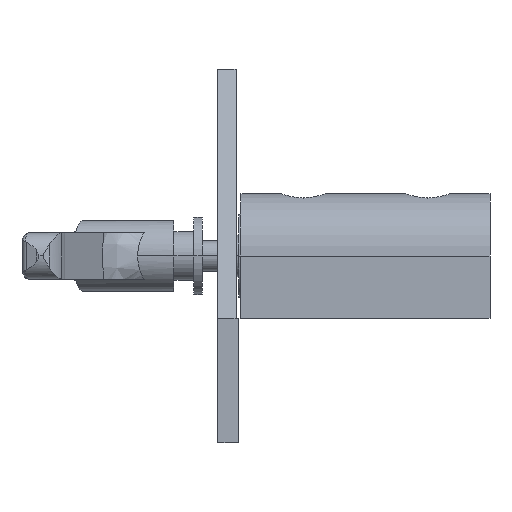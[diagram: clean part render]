
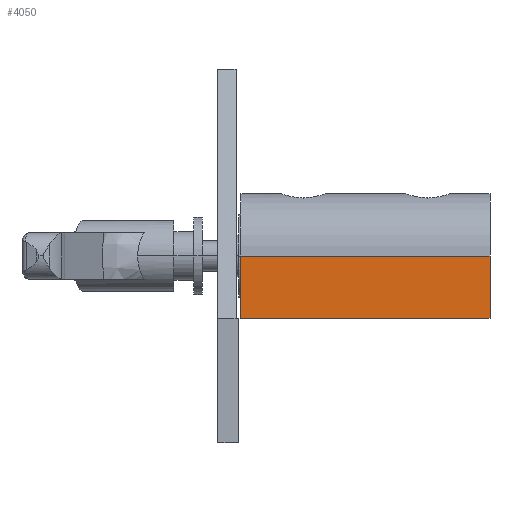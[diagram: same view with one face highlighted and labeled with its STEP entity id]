
A CAD part, front view. The second image highlights one B-rep face of the part: STEP entity #4050.
In plain terms, the highlighted planar face has unit normal (0, -1, 0).
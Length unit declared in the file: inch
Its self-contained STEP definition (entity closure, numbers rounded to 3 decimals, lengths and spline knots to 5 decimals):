
#3927=CARTESIAN_POINT('',(0.75,-0.75,0.75));
#3928=VERTEX_POINT('',#3927);
#3936=CARTESIAN_POINT('',(0.75,-0.75,0.0));
#3937=VERTEX_POINT('',#3936);
#3938=CARTESIAN_POINT('',(0.75,-0.75,0.75));
#3939=DIRECTION('',(0.0,0.0,-1.0));
#3940=VECTOR('',#3939,0.75);
#3941=LINE('',#3938,#3940);
#3942=EDGE_CURVE('',#3928,#3937,#3941,.T.);
#3972=CARTESIAN_POINT('',(-2.25,-0.75,0.75));
#3973=VERTEX_POINT('',#3972);
#3981=CARTESIAN_POINT('',(-2.25,-0.75,0.75));
#3982=DIRECTION('',(1.0,0.0,0.0));
#3983=VECTOR('',#3982,3.0);
#3984=LINE('',#3981,#3983);
#3985=EDGE_CURVE('',#3973,#3928,#3984,.T.);
#4027=CARTESIAN_POINT('',(0.75,-0.75,1.5));
#4028=DIRECTION('',(0.0,-1.0,0.0));
#4029=DIRECTION('',(1.0,0.0,0.0));
#4030=AXIS2_PLACEMENT_3D('',#4027,#4028,#4029);
#4031=PLANE('',#4030);
#4032=ORIENTED_EDGE('',*,*,#3985,.F.);
#4033=CARTESIAN_POINT('',(-2.25,-0.75,0.0));
#4034=VERTEX_POINT('',#4033);
#4035=CARTESIAN_POINT('',(-2.25,-0.75,0.75));
#4036=DIRECTION('',(0.0,0.0,-1.0));
#4037=VECTOR('',#4036,0.75);
#4038=LINE('',#4035,#4037);
#4039=EDGE_CURVE('',#3973,#4034,#4038,.T.);
#4040=ORIENTED_EDGE('',*,*,#4039,.T.);
#4041=CARTESIAN_POINT('',(0.75,-0.75,0.0));
#4042=DIRECTION('',(-1.0,0.0,0.0));
#4043=VECTOR('',#4042,3.0);
#4044=LINE('',#4041,#4043);
#4045=EDGE_CURVE('',#3937,#4034,#4044,.T.);
#4046=ORIENTED_EDGE('',*,*,#4045,.F.);
#4047=ORIENTED_EDGE('',*,*,#3942,.F.);
#4048=EDGE_LOOP('',(#4032,#4040,#4046,#4047));
#4049=FACE_OUTER_BOUND('',#4048,.T.);
#4050=ADVANCED_FACE('',(#4049),#4031,.T.);
